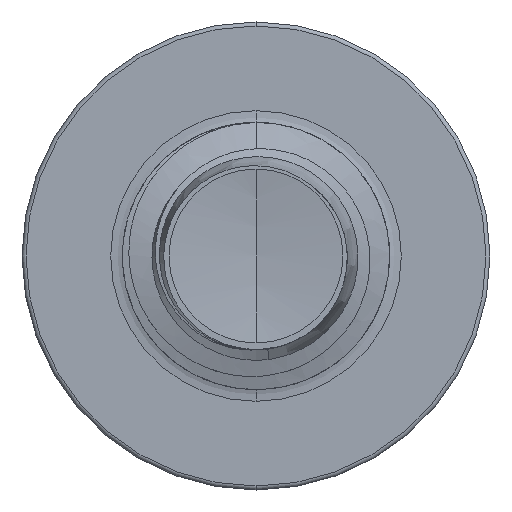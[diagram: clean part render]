
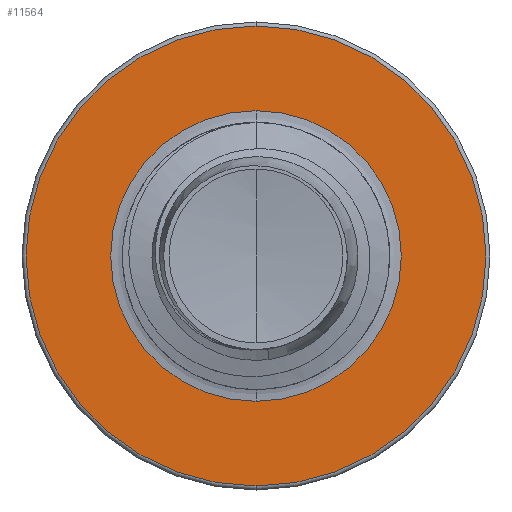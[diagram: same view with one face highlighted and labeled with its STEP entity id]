
A CAD part, front view. The second image highlights one B-rep face of the part: STEP entity #11564.
In plain terms, the highlighted planar face has unit normal (0, -1, 0).
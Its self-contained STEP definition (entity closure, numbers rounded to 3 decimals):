
#1244 = AXIS2_PLACEMENT_3D ( 'NONE', #15257, #15219, #15218 ) ;
#1782 = VERTEX_POINT ( 'NONE', #9929 ) ;
#3552 = CIRCLE ( 'NONE', #10769, 2.174 ) ;
#5808 = CIRCLE ( 'NONE', #16734, 2.174 ) ;
#7022 = VERTEX_POINT ( 'NONE', #10109 ) ;
#8464 = ORIENTED_EDGE ( 'NONE', *, *, #8717, .T. ) ;
#8596 = AXIS2_PLACEMENT_3D ( 'NONE', #19930, #19419, #19356 ) ;
#8717 = EDGE_CURVE ( 'NONE', #9237, #7022, #3552, .T. ) ;
#9237 = VERTEX_POINT ( 'NONE', #10979 ) ;
#9929 = CARTESIAN_POINT ( 'NONE',  ( 0., 8., -3.44 ) ) ;
#9976 = EDGE_LOOP ( 'NONE', ( #11021, #8464 ) ) ;
#10109 = CARTESIAN_POINT ( 'NONE',  ( 0., 8., 2.174 ) ) ;
#10313 = DIRECTION ( 'NONE',  ( 0., 0., 1. ) ) ;
#10331 = DIRECTION ( 'NONE',  ( 0., 1., 0. ) ) ;
#10357 = CARTESIAN_POINT ( 'NONE',  ( 0., 8., 0. ) ) ;
#10490 = CIRCLE ( 'NONE', #10823, 3.44 ) ;
#10549 = DIRECTION ( 'NONE',  ( 0., 0., 1. ) ) ;
#10554 = DIRECTION ( 'NONE',  ( 0., 1., 0. ) ) ;
#10579 = CARTESIAN_POINT ( 'NONE',  ( 0., 8., 0. ) ) ;
#10769 = AXIS2_PLACEMENT_3D ( 'NONE', #12493, #12482, #12453 ) ;
#10823 = AXIS2_PLACEMENT_3D ( 'NONE', #10357, #10331, #10313 ) ;
#10979 = CARTESIAN_POINT ( 'NONE',  ( 0., 8., -2.174 ) ) ;
#11021 = ORIENTED_EDGE ( 'NONE', *, *, #14156, .T. ) ;
#11564 = ADVANCED_FACE ( 'NONE', ( #21916, #12866 ), #19549, .F. ) ;
#12194 = EDGE_LOOP ( 'NONE', ( #23707, #23411 ) ) ;
#12199 = EDGE_CURVE ( 'NONE', #24142, #1782, #23988, .T. ) ;
#12453 = DIRECTION ( 'NONE',  ( 0., 0., 1. ) ) ;
#12482 = DIRECTION ( 'NONE',  ( 0., 1., 0. ) ) ;
#12493 = CARTESIAN_POINT ( 'NONE',  ( 0., 8., 0. ) ) ;
#12866 = FACE_BOUND ( 'NONE', #9976, .T. ) ;
#14156 = EDGE_CURVE ( 'NONE', #7022, #9237, #5808, .T. ) ;
#14198 = EDGE_CURVE ( 'NONE', #1782, #24142, #10490, .T. ) ;
#15218 = DIRECTION ( 'NONE',  ( 0., 0., 1. ) ) ;
#15219 = DIRECTION ( 'NONE',  ( 0., 1., 0. ) ) ;
#15257 = CARTESIAN_POINT ( 'NONE',  ( 0., 8., 0. ) ) ;
#16734 = AXIS2_PLACEMENT_3D ( 'NONE', #10579, #10554, #10549 ) ;
#19356 = DIRECTION ( 'NONE',  ( 0., 0., 1. ) ) ;
#19419 = DIRECTION ( 'NONE',  ( 0., 1., 0. ) ) ;
#19549 = PLANE ( 'NONE',  #8596 ) ;
#19930 = CARTESIAN_POINT ( 'NONE',  ( 0., 8., -2.174 ) ) ;
#21916 = FACE_OUTER_BOUND ( 'NONE', #12194, .T. ) ;
#23411 = ORIENTED_EDGE ( 'NONE', *, *, #14198, .F. ) ;
#23471 = CARTESIAN_POINT ( 'NONE',  ( 0., 8., 3.44 ) ) ;
#23707 = ORIENTED_EDGE ( 'NONE', *, *, #12199, .F. ) ;
#23988 = CIRCLE ( 'NONE', #1244, 3.44 ) ;
#24142 = VERTEX_POINT ( 'NONE', #23471 ) ;
